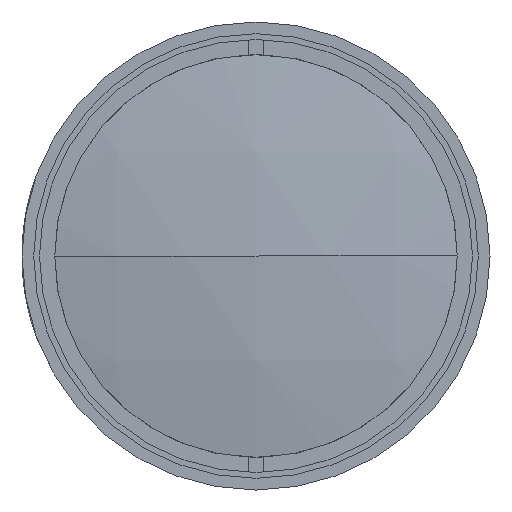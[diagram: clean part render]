
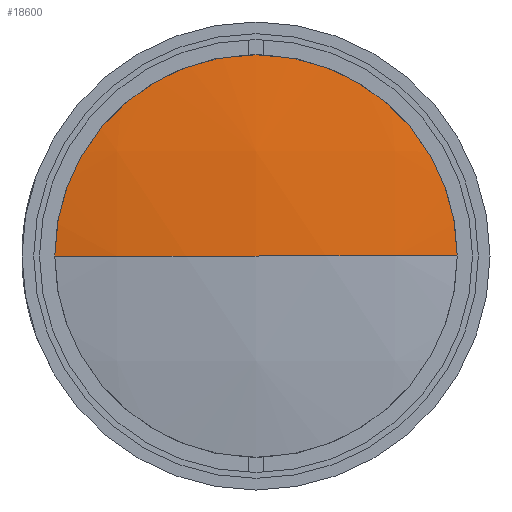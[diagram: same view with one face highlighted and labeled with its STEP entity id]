
A CAD part, left-side view. The second image highlights one B-rep face of the part: STEP entity #18600.
In plain terms, the highlighted spherical face has radius 123 mm.
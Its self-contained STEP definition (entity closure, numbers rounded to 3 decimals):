
#627 = CIRCLE ( 'NONE', #7874, 123. ) ;
#881 = EDGE_CURVE ( 'NONE', #26557, #10912, #627, .T. ) ;
#1966 = ORIENTED_EDGE ( 'NONE', *, *, #15463, .T. ) ;
#3345 = FACE_OUTER_BOUND ( 'NONE', #19763, .T. ) ;
#4441 = CARTESIAN_POINT ( 'NONE',  ( 0., 0., 0. ) ) ;
#4552 = DIRECTION ( 'NONE',  ( 0., 0., 1. ) ) ;
#4647 = CARTESIAN_POINT ( 'NONE',  ( 2.036, 0., 0. ) ) ;
#4841 = CIRCLE ( 'NONE', #26572, 123. ) ;
#4970 = VERTEX_POINT ( 'NONE', #26477 ) ;
#6045 = DIRECTION ( 'NONE',  ( 0., -1., 0. ) ) ;
#6334 = AXIS2_PLACEMENT_3D ( 'NONE', #24943, #13331, #4552 ) ;
#7874 = AXIS2_PLACEMENT_3D ( 'NONE', #12514, #10080, #16891 ) ;
#8326 = CARTESIAN_POINT ( 'NONE',  ( 123., 0., 0. ) ) ;
#8766 = ORIENTED_EDGE ( 'NONE', *, *, #28287, .T. ) ;
#10080 = DIRECTION ( 'NONE',  ( 0., 0., 1. ) ) ;
#10268 = DIRECTION ( 'NONE',  ( 0., 1., 0. ) ) ;
#10782 = CARTESIAN_POINT ( 'NONE',  ( 2.036, -22.288, 0. ) ) ;
#10912 = VERTEX_POINT ( 'NONE', #4441 ) ;
#12514 = CARTESIAN_POINT ( 'NONE',  ( 123., 0., 0. ) ) ;
#12701 = DIRECTION ( 'NONE',  ( 0., 0., -1. ) ) ;
#13331 = DIRECTION ( 'NONE',  ( -1., 0., 0. ) ) ;
#15463 = EDGE_CURVE ( 'NONE', #22512, #4970, #19392, .T. ) ;
#15526 = AXIS2_PLACEMENT_3D ( 'NONE', #4647, #18413, #27620 ) ;
#16891 = DIRECTION ( 'NONE',  ( 0., -1., 0. ) ) ;
#16992 = CIRCLE ( 'NONE', #15526, 22.288 ) ;
#17554 = DIRECTION ( 'NONE',  ( 0., 0., 1. ) ) ;
#18252 = ORIENTED_EDGE ( 'NONE', *, *, #881, .T. ) ;
#18413 = DIRECTION ( 'NONE',  ( -1., 0., 0. ) ) ;
#18600 = ADVANCED_FACE ( 'NONE', ( #3345 ), #26891, .T. ) ;
#19392 = CIRCLE ( 'NONE', #6334, 22.288 ) ;
#19763 = EDGE_LOOP ( 'NONE', ( #1966, #8766, #18252, #25307 ) ) ;
#20469 = CARTESIAN_POINT ( 'NONE',  ( 2.036, 22.288, 0. ) ) ;
#22512 = VERTEX_POINT ( 'NONE', #10782 ) ;
#23713 = AXIS2_PLACEMENT_3D ( 'NONE', #8326, #17554, #6045 ) ;
#24008 = CARTESIAN_POINT ( 'NONE',  ( 123., 0., 0. ) ) ;
#24943 = CARTESIAN_POINT ( 'NONE',  ( 2.036, 0., 0. ) ) ;
#25307 = ORIENTED_EDGE ( 'NONE', *, *, #29815, .F. ) ;
#26477 = CARTESIAN_POINT ( 'NONE',  ( 2.036, 0., 22.288 ) ) ;
#26557 = VERTEX_POINT ( 'NONE', #20469 ) ;
#26572 = AXIS2_PLACEMENT_3D ( 'NONE', #24008, #12701, #10268 ) ;
#26891 = SPHERICAL_SURFACE ( 'NONE', #23713, 123. ) ;
#27620 = DIRECTION ( 'NONE',  ( 0., 0., 1. ) ) ;
#28287 = EDGE_CURVE ( 'NONE', #4970, #26557, #16992, .T. ) ;
#29815 = EDGE_CURVE ( 'NONE', #22512, #10912, #4841, .T. ) ;
